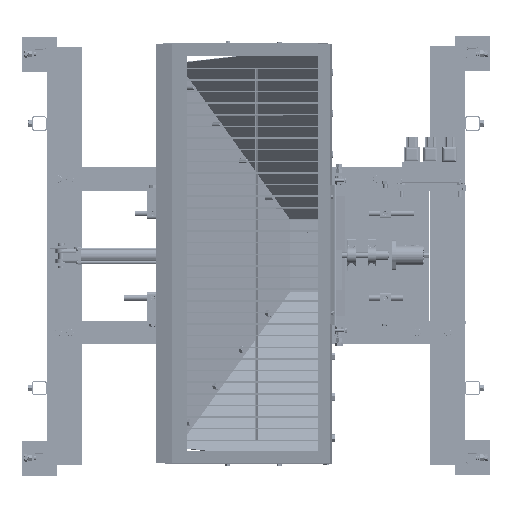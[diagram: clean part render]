
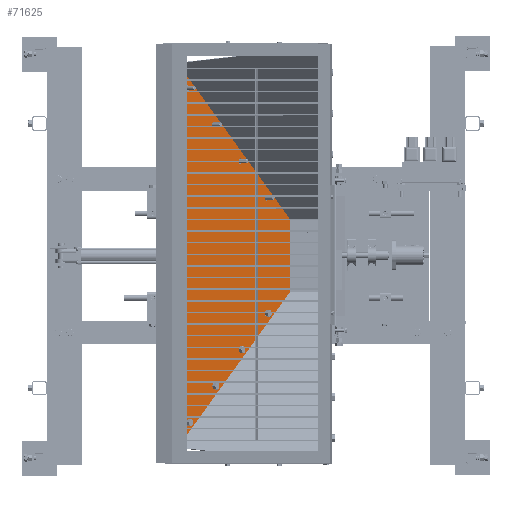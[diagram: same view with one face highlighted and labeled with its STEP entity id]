
A CAD part, top view. The second image highlights one B-rep face of the part: STEP entity #71625.
In plain terms, the highlighted face is planar.
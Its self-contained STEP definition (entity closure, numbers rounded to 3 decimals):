
#4304=CIRCLE('',#76614,12.7);
#4306=CIRCLE('',#76617,12.7);
#4308=CIRCLE('',#76620,12.7);
#4310=CIRCLE('',#76623,12.7);
#4312=CIRCLE('',#76626,12.7);
#4314=CIRCLE('',#76629,12.7);
#4316=CIRCLE('',#76632,12.7);
#4318=CIRCLE('',#76635,12.7);
#29737=VERTEX_POINT('',#111625);
#29738=VERTEX_POINT('',#111626);
#29741=VERTEX_POINT('',#111634);
#29743=VERTEX_POINT('',#111640);
#29745=VERTEX_POINT('',#111649);
#29747=VERTEX_POINT('',#111654);
#29749=VERTEX_POINT('',#111659);
#29751=VERTEX_POINT('',#111664);
#29753=VERTEX_POINT('',#111669);
#29755=VERTEX_POINT('',#111674);
#29757=VERTEX_POINT('',#111679);
#29759=VERTEX_POINT('',#111684);
#33865=VECTOR('',#87712,1.);
#33869=VECTOR('',#87717,1.);
#33872=VECTOR('',#87721,1.);
#33875=VECTOR('',#87725,1.);
#38269=LINE('',#111624,#33865);
#38273=LINE('',#111633,#33869);
#38276=LINE('',#111639,#33872);
#38279=LINE('',#111645,#33875);
#45084=EDGE_CURVE('',#29737,#29738,#38269,.T.);
#45088=EDGE_CURVE('',#29738,#29741,#38273,.T.);
#45091=EDGE_CURVE('',#29741,#29743,#38276,.T.);
#45094=EDGE_CURVE('',#29743,#29737,#38279,.T.);
#45096=EDGE_CURVE('',#29745,#29745,#4304,.T.);
#45098=EDGE_CURVE('',#29747,#29747,#4306,.T.);
#45100=EDGE_CURVE('',#29749,#29749,#4308,.T.);
#45102=EDGE_CURVE('',#29751,#29751,#4310,.T.);
#45104=EDGE_CURVE('',#29753,#29753,#4312,.T.);
#45106=EDGE_CURVE('',#29755,#29755,#4314,.T.);
#45108=EDGE_CURVE('',#29757,#29757,#4316,.T.);
#45110=EDGE_CURVE('',#29759,#29759,#4318,.T.);
#57286=ORIENTED_EDGE('',*,*,#45110,.F.);
#57287=ORIENTED_EDGE('',*,*,#45108,.F.);
#57288=ORIENTED_EDGE('',*,*,#45106,.F.);
#57289=ORIENTED_EDGE('',*,*,#45104,.F.);
#57290=ORIENTED_EDGE('',*,*,#45102,.F.);
#57291=ORIENTED_EDGE('',*,*,#45100,.F.);
#57292=ORIENTED_EDGE('',*,*,#45098,.F.);
#57293=ORIENTED_EDGE('',*,*,#45096,.F.);
#57294=ORIENTED_EDGE('',*,*,#45084,.F.);
#57295=ORIENTED_EDGE('',*,*,#45094,.F.);
#57296=ORIENTED_EDGE('',*,*,#45091,.F.);
#57297=ORIENTED_EDGE('',*,*,#45088,.F.);
#64692=EDGE_LOOP('',(#57286));
#64693=EDGE_LOOP('',(#57287));
#64694=EDGE_LOOP('',(#57288));
#64695=EDGE_LOOP('',(#57289));
#64696=EDGE_LOOP('',(#57290));
#64697=EDGE_LOOP('',(#57291));
#64698=EDGE_LOOP('',(#57292));
#64699=EDGE_LOOP('',(#57293));
#64700=EDGE_LOOP('',(#57294,#57295,#57296,#57297));
#68388=FACE_BOUND('',#64692,.T.);
#68389=FACE_BOUND('',#64693,.T.);
#68390=FACE_BOUND('',#64694,.T.);
#68391=FACE_BOUND('',#64695,.T.);
#68392=FACE_BOUND('',#64696,.T.);
#68393=FACE_BOUND('',#64697,.T.);
#68394=FACE_BOUND('',#64698,.T.);
#68395=FACE_BOUND('',#64699,.T.);
#68396=FACE_BOUND('',#64700,.T.);
#71625=ADVANCED_FACE('',(#68388,#68389,#68390,#68391,#68392,#68393,#68394,
#68395,#68396),#121914,.F.);
#76614=AXIS2_PLACEMENT_3D('',#111648,#87729,#87730);
#76617=AXIS2_PLACEMENT_3D('',#111653,#87735,#87736);
#76620=AXIS2_PLACEMENT_3D('',#111658,#87741,#87742);
#76623=AXIS2_PLACEMENT_3D('',#111663,#87747,#87748);
#76626=AXIS2_PLACEMENT_3D('',#111668,#87753,#87754);
#76629=AXIS2_PLACEMENT_3D('',#111673,#87759,#87760);
#76632=AXIS2_PLACEMENT_3D('',#111678,#87765,#87766);
#76635=AXIS2_PLACEMENT_3D('',#111683,#87771,#87772);
#76637=AXIS2_PLACEMENT_3D('',#111687,#87775,$);
#87712=DIRECTION('',(0.627,0.,0.779));
#87717=DIRECTION('',(1.,0.,0.));
#87721=DIRECTION('',(0.627,0.,-0.779));
#87725=DIRECTION('',(-1.,0.,0.));
#87729=DIRECTION('',(0.,-1.,0.));
#87730=DIRECTION('',(12.7,0.,0.));
#87735=DIRECTION('',(0.,-1.,0.));
#87736=DIRECTION('',(12.7,0.,0.));
#87741=DIRECTION('',(0.,-1.,0.));
#87742=DIRECTION('',(12.7,0.,0.));
#87747=DIRECTION('',(0.,-1.,0.));
#87748=DIRECTION('',(12.7,0.,0.));
#87753=DIRECTION('',(0.,-1.,0.));
#87754=DIRECTION('',(12.7,0.,0.));
#87759=DIRECTION('',(0.,-1.,0.));
#87760=DIRECTION('',(12.7,0.,0.));
#87765=DIRECTION('',(0.,-1.,0.));
#87766=DIRECTION('',(12.7,0.,0.));
#87771=DIRECTION('',(0.,-1.,0.));
#87772=DIRECTION('',(12.7,0.,0.));
#87775=DIRECTION('',(0.,1.,0.));
#111624=CARTESIAN_POINT('',(-0.064,0.,0.091));
#111625=CARTESIAN_POINT('',(-681.038,0.,-845.729));
#111626=CARTESIAN_POINT('',(-0.064,0.,0.091));
#111633=CARTESIAN_POINT('',(317.437,0.,0.091));
#111634=CARTESIAN_POINT('',(317.437,0.,0.091));
#111639=CARTESIAN_POINT('',(998.665,0.,-845.729));
#111640=CARTESIAN_POINT('',(998.665,0.,-845.729));
#111645=CARTESIAN_POINT('',(-681.038,0.,-845.729));
#111648=CARTESIAN_POINT('',(570.683,0.,-375.083));
#111649=CARTESIAN_POINT('',(583.383,0.,-375.083));
#111653=CARTESIAN_POINT('',(730.006,0.,-572.901));
#111654=CARTESIAN_POINT('',(742.706,0.,-572.901));
#111658=CARTESIAN_POINT('',(889.33,0.,-770.719));
#111659=CARTESIAN_POINT('',(902.03,0.,-770.719));
#111663=CARTESIAN_POINT('',(-93.854,0.,-177.158));
#111664=CARTESIAN_POINT('',(-81.154,0.,-177.158));
#111668=CARTESIAN_POINT('',(-253.141,0.,-375.005));
#111669=CARTESIAN_POINT('',(-240.441,0.,-375.005));
#111673=CARTESIAN_POINT('',(-412.429,0.,-572.852));
#111674=CARTESIAN_POINT('',(-399.729,0.,-572.852));
#111678=CARTESIAN_POINT('',(-571.717,0.,-770.699));
#111679=CARTESIAN_POINT('',(-559.017,0.,-770.699));
#111683=CARTESIAN_POINT('',(411.359,0.,-177.265));
#111684=CARTESIAN_POINT('',(424.059,0.,-177.265));
#111687=CARTESIAN_POINT('',(158.79,0.,-560.999));
#121914=PLANE('',#76637);
